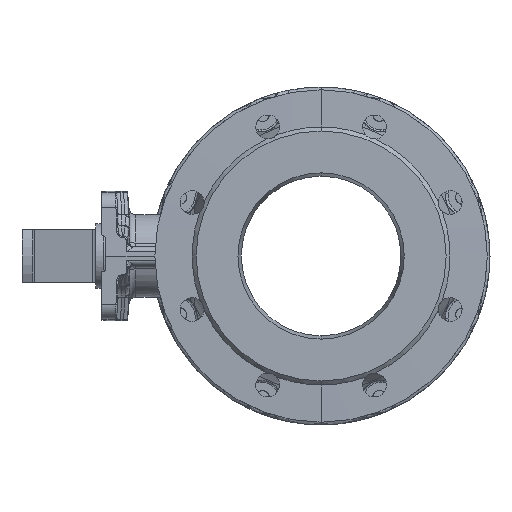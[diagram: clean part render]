
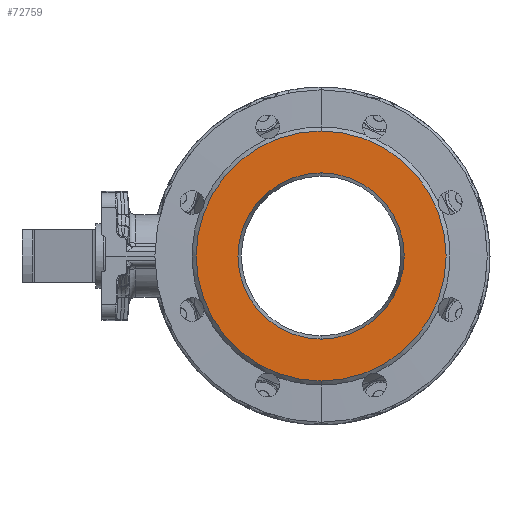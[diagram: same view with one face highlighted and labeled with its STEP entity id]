
A CAD part, left-side view. The second image highlights one B-rep face of the part: STEP entity #72759.
In plain terms, the highlighted planar face has unit normal (-1, 0, 0).
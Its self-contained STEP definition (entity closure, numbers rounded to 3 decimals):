
#11675 = DIRECTION ( 'NONE',  ( 0., 0., -1. ) ) ;
#11677 = DIRECTION ( 'NONE',  ( 1., 0., 0. ) ) ;
#11679 = CARTESIAN_POINT ( 'NONE',  ( -92., 0., 0. ) ) ;
#11680 = AXIS2_PLACEMENT_3D ( 'NONE', #11679, #11677, #11675 ) ;
#11771 = CIRCLE ( 'NONE', #11680, 94. ) ;
#11776 = FACE_OUTER_BOUND ( 'NONE', #72782, .T. ) ;
#11831 = PLANE ( 'NONE',  #11836 ) ;
#11834 = CARTESIAN_POINT ( 'NONE',  ( -92., -94., 0. ) ) ;
#11836 = AXIS2_PLACEMENT_3D ( 'NONE', #11834, #11853, #11852 ) ;
#11852 = DIRECTION ( 'NONE',  ( 0., 0., 1. ) ) ;
#11853 = DIRECTION ( 'NONE',  ( -1., 0., 0. ) ) ;
#11855 = FACE_BOUND ( 'NONE', #72765, .T. ) ;
#11862 = DIRECTION ( 'NONE',  ( 0., 0., -1. ) ) ;
#11864 = DIRECTION ( 'NONE',  ( 1., 0., 0. ) ) ;
#11865 = CARTESIAN_POINT ( 'NONE',  ( -92., 0., 0. ) ) ;
#11866 = AXIS2_PLACEMENT_3D ( 'NONE', #11865, #11864, #11862 ) ;
#11868 = CIRCLE ( 'NONE', #11866, 62.5 ) ;
#62444 = CARTESIAN_POINT ( 'NONE',  ( -92., 0., 94. ) ) ;
#62446 = CARTESIAN_POINT ( 'NONE',  ( -92., 0., -94. ) ) ;
#62447 = DIRECTION ( 'NONE',  ( 0., 0., -1. ) ) ;
#62449 = DIRECTION ( 'NONE',  ( 1., 0., 0. ) ) ;
#62451 = CARTESIAN_POINT ( 'NONE',  ( -92., 0., 0. ) ) ;
#62453 = AXIS2_PLACEMENT_3D ( 'NONE', #62451, #62449, #62447 ) ;
#62465 = CIRCLE ( 'NONE', #62453, 94. ) ;
#62574 = CARTESIAN_POINT ( 'NONE',  ( -92., 0., 62.5 ) ) ;
#62575 = DIRECTION ( 'NONE',  ( 0., 0., -1. ) ) ;
#62576 = DIRECTION ( 'NONE',  ( 1., 0., 0. ) ) ;
#62577 = CARTESIAN_POINT ( 'NONE',  ( -92., 0., 0. ) ) ;
#62578 = AXIS2_PLACEMENT_3D ( 'NONE', #62577, #62576, #62575 ) ;
#62579 = CIRCLE ( 'NONE', #62578, 62.5 ) ;
#62580 = CARTESIAN_POINT ( 'NONE',  ( -92., 0., -62.5 ) ) ;
#72714 = ORIENTED_EDGE ( 'NONE', *, *, #76146, .F. ) ;
#72723 = ORIENTED_EDGE ( 'NONE', *, *, #72750, .F. ) ;
#72750 = EDGE_CURVE ( 'NONE', #76148, #76147, #11771, .T. ) ;
#72759 = ADVANCED_FACE ( 'NONE', ( #11855, #11776 ), #11831, .T. ) ;
#72765 = EDGE_LOOP ( 'NONE', ( #72774, #72794 ) ) ;
#72767 = EDGE_CURVE ( 'NONE', #76170, #76173, #11868, .T. ) ;
#72774 = ORIENTED_EDGE ( 'NONE', *, *, #76172, .T. ) ;
#72782 = EDGE_LOOP ( 'NONE', ( #72714, #72723 ) ) ;
#72794 = ORIENTED_EDGE ( 'NONE', *, *, #72767, .T. ) ;
#76146 = EDGE_CURVE ( 'NONE', #76147, #76148, #62465, .T. ) ;
#76147 = VERTEX_POINT ( 'NONE', #62446 ) ;
#76148 = VERTEX_POINT ( 'NONE', #62444 ) ;
#76170 = VERTEX_POINT ( 'NONE', #62580 ) ;
#76172 = EDGE_CURVE ( 'NONE', #76173, #76170, #62579, .T. ) ;
#76173 = VERTEX_POINT ( 'NONE', #62574 ) ;
